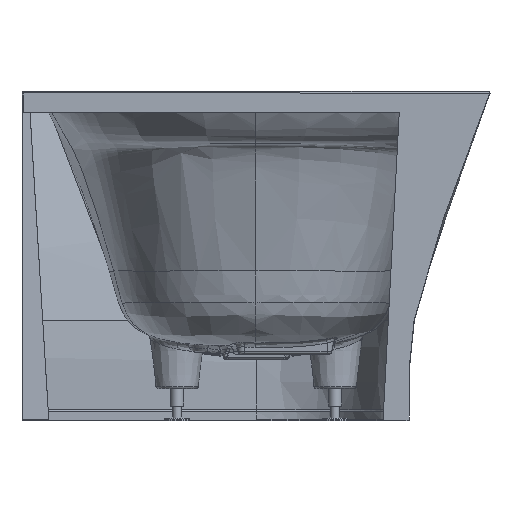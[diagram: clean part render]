
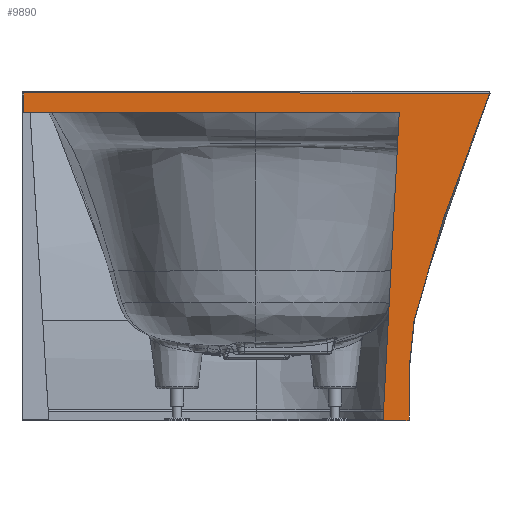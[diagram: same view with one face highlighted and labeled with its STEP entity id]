
A CAD part, front view. The second image highlights one B-rep face of the part: STEP entity #9890.
In plain terms, the highlighted face is planar.
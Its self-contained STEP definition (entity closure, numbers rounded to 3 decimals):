
#2885=CARTESIAN_POINT('',(-950.,-275.84,462.298));
#2886=VERTEX_POINT('',#2885);
#2893=CARTESIAN_POINT('',(-950.,447.,462.298));
#2894=VERTEX_POINT('',#2893);
#2895=CARTESIAN_POINT('',(-950.,-275.84,462.298));
#2896=DIRECTION('',(0.0,1.,0.));
#2897=VECTOR('',#2896,722.84);
#2898=LINE('',#2895,#2897);
#2899=EDGE_CURVE('',#2894,#2886,#2898,.F.);
#9746=CARTESIAN_POINT('',(-950.,-244.858,-128.867));
#9747=VERTEX_POINT('',#9746);
#9754=CARTESIAN_POINT('',(-950.,-244.858,-128.867));
#9755=DIRECTION('',(0.,-0.052,0.999));
#9756=VECTOR('',#9755,591.976);
#9757=LINE('',#9754,#9756);
#9758=EDGE_CURVE('',#9747,#2886,#9757,.T.);
#9765=CARTESIAN_POINT('',(-950.0,0.,0.));
#9766=DIRECTION('',(1.0,0.,0.));
#9767=DIRECTION('',(0.,0.0,-1.0));
#9768=AXIS2_PLACEMENT_3D('',#9765,#9766,#9767);
#9769=PLANE('',#9768);
#9770=CARTESIAN_POINT('',(-950.,447.,499.298));
#9771=VERTEX_POINT('',#9770);
#9772=CARTESIAN_POINT('',(-950.,447.,499.298));
#9773=DIRECTION('',(0.,0.,-1.));
#9774=VECTOR('',#9773,37.);
#9775=LINE('',#9772,#9774);
#9776=EDGE_CURVE('',#9771,#2894,#9775,.T.);
#9777=ORIENTED_EDGE('',*,*,#9776,.T.);
#9778=ORIENTED_EDGE('',*,*,#2899,.T.);
#9779=ORIENTED_EDGE('',*,*,#9758,.F.);
#9780=CARTESIAN_POINT('',(-950.,-244.858,-130.867));
#9781=VERTEX_POINT('',#9780);
#9782=CARTESIAN_POINT('',(-950.,-244.858,-128.867));
#9783=DIRECTION('',(0.,0.,-1.));
#9784=VECTOR('',#9783,2.);
#9785=LINE('',#9782,#9784);
#9786=EDGE_CURVE('',#9747,#9781,#9785,.T.);
#9787=ORIENTED_EDGE('',*,*,#9786,.T.);
#9788=CARTESIAN_POINT('',(-950.,-294.858,-130.867));
#9789=VERTEX_POINT('',#9788);
#9790=CARTESIAN_POINT('',(-950.,-294.858,-130.867));
#9791=DIRECTION('',(0.0,1.0,0.0));
#9792=VECTOR('',#9791,50.);
#9793=LINE('',#9790,#9792);
#9794=EDGE_CURVE('',#9789,#9781,#9793,.T.);
#9795=ORIENTED_EDGE('',*,*,#9794,.F.);
#9796=CARTESIAN_POINT('',(-950.,-294.858,-122.139));
#9797=VERTEX_POINT('',#9796);
#9798=CARTESIAN_POINT('',(-950.,-294.858,-122.139));
#9799=DIRECTION('',(0.,0.0,-1.0));
#9800=VECTOR('',#9799,8.728);
#9801=LINE('',#9798,#9800);
#9802=EDGE_CURVE('',#9797,#9789,#9801,.T.);
#9803=ORIENTED_EDGE('',*,*,#9802,.F.);
#9804=CARTESIAN_POINT('',(-950.,-304.433,61.935));
#9805=VERTEX_POINT('',#9804);
#9806=CARTESIAN_POINT('',(-950.,-304.433,61.935));
#9807=CARTESIAN_POINT('',(-950.,-303.228,55.268));
#9808=CARTESIAN_POINT('',(-950.,-302.101,48.69));
#9809=CARTESIAN_POINT('',(-950.,-301.075,42.224));
#9810=CARTESIAN_POINT('',(-950.,-299.612,31.93));
#9811=CARTESIAN_POINT('',(-950.,-298.447,21.652));
#9812=CARTESIAN_POINT('',(-950.,-298.051,17.779));
#9813=CARTESIAN_POINT('',(-950.,-297.36,10.178));
#9814=CARTESIAN_POINT('',(-950.,-296.813,2.473));
#9815=CARTESIAN_POINT('',(-950.,-296.579,-1.31));
#9816=CARTESIAN_POINT('',(-950.,-295.894,-14.049));
#9817=CARTESIAN_POINT('',(-950.,-295.49,-27.208));
#9818=CARTESIAN_POINT('',(-950.,-295.3,-36.696));
#9819=CARTESIAN_POINT('',(-950.,-295.138,-48.755));
#9820=CARTESIAN_POINT('',(-950.,-295.038,-61.022));
#9821=CARTESIAN_POINT('',(-950.,-295.02,-63.495));
#9822=CARTESIAN_POINT('',(-950.,-294.937,-76.58));
#9823=CARTESIAN_POINT('',(-950.,-294.9,-89.822));
#9824=CARTESIAN_POINT('',(-950.,-294.883,-100.49));
#9825=CARTESIAN_POINT('',(-950.,-294.87,-111.288));
#9826=CARTESIAN_POINT('',(-950.,-294.858,-122.139));
#9827=B_SPLINE_CURVE_WITH_KNOTS('',5,(#9806,#9807,#9808,#9809,#9810,#9811,#9812,#9813,#9814,#9815,#9816,#9817,#9818,#9819,#9820,#9821,#9822,#9823,#9824,#9825,#9826),.UNSPECIFIED.,.F.,.U.,(6,3,3,3,3,3,6),(-184.633,-149.814,-128.777,-108.819,-62.157,-50.181,0.),.UNSPECIFIED.);
#9828=EDGE_CURVE('',#9805,#9797,#9827,.T.);
#9829=ORIENTED_EDGE('',*,*,#9828,.F.);
#9830=CARTESIAN_POINT('',(-950.,-448.304,494.312));
#9831=VERTEX_POINT('',#9830);
#9832=CARTESIAN_POINT('',(-950.,-448.304,494.312));
#9833=CARTESIAN_POINT('',(-950.,-445.085,485.896));
#9834=CARTESIAN_POINT('',(-950.,-441.875,477.488));
#9835=CARTESIAN_POINT('',(-950.,-438.671,469.082));
#9836=CARTESIAN_POINT('',(-950.,-427.425,439.516));
#9837=CARTESIAN_POINT('',(-950.,-416.284,409.993));
#9838=CARTESIAN_POINT('',(-950.,-408.366,388.854));
#9839=CARTESIAN_POINT('',(-950.,-399.977,366.247));
#9840=CARTESIAN_POINT('',(-950.,-391.768,343.834));
#9841=CARTESIAN_POINT('',(-950.,-391.157,342.163));
#9842=CARTESIAN_POINT('',(-950.,-388.07,333.718));
#9843=CARTESIAN_POINT('',(-950.,-385.019,325.327));
#9844=CARTESIAN_POINT('',(-950.,-382.631,318.731));
#9845=CARTESIAN_POINT('',(-950.,-379.499,310.043));
#9846=CARTESIAN_POINT('',(-950.,-376.383,301.343));
#9847=CARTESIAN_POINT('',(-950.,-375.64,299.265));
#9848=CARTESIAN_POINT('',(-950.,-368.59,279.525));
#9849=CARTESIAN_POINT('',(-950.,-361.648,259.786));
#9850=CARTESIAN_POINT('',(-950.,-355.641,242.411));
#9851=CARTESIAN_POINT('',(-950.,-344.679,210.054));
#9852=CARTESIAN_POINT('',(-950.,-334.636,178.839));
#9853=CARTESIAN_POINT('',(-950.,-330.143,164.429));
#9854=CARTESIAN_POINT('',(-950.,-324.529,145.668));
#9855=CARTESIAN_POINT('',(-950.,-319.61,128.009));
#9856=CARTESIAN_POINT('',(-950.,-318.396,123.56));
#9857=CARTESIAN_POINT('',(-950.,-313.95,106.869));
#9858=CARTESIAN_POINT('',(-950.,-310.263,91.487));
#9859=CARTESIAN_POINT('',(-950.,-308.003,81.021));
#9860=CARTESIAN_POINT('',(-950.,-306.118,71.261));
#9861=CARTESIAN_POINT('',(-950.,-304.433,61.935));
#9862=B_SPLINE_CURVE_WITH_KNOTS('',5,(#9832,#9833,#9834,#9835,#9836,#9837,#9838,#9839,#9840,#9841,#9842,#9843,#9844,#9845,#9846,#9847,#9848,#9849,#9850,#9851,#9852,#9853,#9854,#9855,#9856,#9857,#9858,#9859,#9860,#9861),.UNSPECIFIED.,.F.,.U.,(6,3,3,3,3,3,3,3,3,6),(-456.203,-416.424,-316.279,-307.802,-275.262,-265.062,-178.347,-101.484,-74.845,0.),.UNSPECIFIED.);
#9863=EDGE_CURVE('',#9831,#9805,#9862,.T.);
#9864=ORIENTED_EDGE('',*,*,#9863,.F.);
#9865=CARTESIAN_POINT('',(-950.,-449.802,498.226));
#9866=VERTEX_POINT('',#9865);
#9867=CARTESIAN_POINT('',(-950.,-449.802,498.226));
#9868=DIRECTION('',(0.,0.357,-0.934));
#9869=VECTOR('',#9868,4.191);
#9870=LINE('',#9867,#9869);
#9871=EDGE_CURVE('',#9831,#9866,#9870,.F.);
#9872=ORIENTED_EDGE('',*,*,#9871,.T.);
#9873=CARTESIAN_POINT('',(-950.,-450.001,499.298));
#9874=VERTEX_POINT('',#9873);
#9875=CARTESIAN_POINT('',(-950.,-447.001,499.298));
#9876=DIRECTION('',(1.0,0.0,0.));
#9877=DIRECTION('',(0.0,1.0,0.0));
#9878=AXIS2_PLACEMENT_3D('',#9875,#9876,#9877);
#9879=CIRCLE('',#9878,3.);
#9880=EDGE_CURVE('',#9866,#9874,#9879,.F.);
#9881=ORIENTED_EDGE('',*,*,#9880,.T.);
#9882=CARTESIAN_POINT('',(-950.,-450.001,499.298));
#9883=DIRECTION('',(0.0,1.,0.));
#9884=VECTOR('',#9883,897.);
#9885=LINE('',#9882,#9884);
#9886=EDGE_CURVE('',#9771,#9874,#9885,.F.);
#9887=ORIENTED_EDGE('',*,*,#9886,.F.);
#9888=EDGE_LOOP('',(#9777,#9778,#9779,#9787,#9795,#9803,#9829,#9864,#9872,#9881,#9887));
#9889=FACE_OUTER_BOUND('',#9888,.T.);
#9890=ADVANCED_FACE('',(#9889),#9769,.F.);
